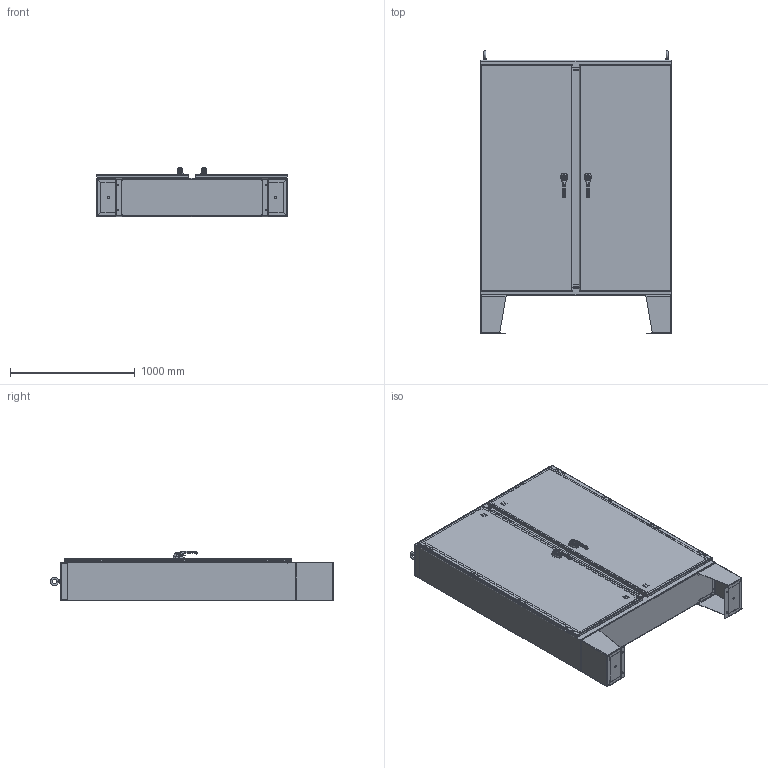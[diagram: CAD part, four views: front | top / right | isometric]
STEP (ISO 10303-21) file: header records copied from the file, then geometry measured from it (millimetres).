
FILE_DESCRIPTION (( 'STEP AP214' ), '1' );
FILE_NAME ('WRD746012N4D3PT_REV1.STEP', '2023-07-25T16:05:55', ( '' ), ( '' ), 'SwSTEP 2.0', 'SolidWorks 2021', '' );
FILE_SCHEMA (( 'AUTOMOTIVE_DESIGN' ));
Length unit declared in the file: inch
Products named in the file (1): WRD746012N4D3PT_REV1
Bounding box: 1527.38 x 2266.62 x 396.19 mm (x, y, z)
Volume: 29303193.8 mm3; surface area: 20812336.7 mm2
Topology: 103 solids, 103 shells, 4949 faces, 12445 edges, 7716 vertices
Faces by surface type: plane 1916, cylinder 1719, bspline 824, cone 228, torus 194, sphere 68
Full cylindrical faces by diameter (mm): 2.5 x2, 3.1 x4, 3.5 x2, 3.969 x8, 4 x2, 4.2 x2, 4.5 x3, 5 x2, 5.08 x24, 6 x2, 6.172 x4, 6.35 x48, 6.41 x4, 6.756 x24, 7.023 x32, 7.137 x6, 7.48 x16, 7.62 x2, 8 x2, 8.2 x2, 8.382 x16, 9.3 x2, 10.16 x8, 10.5 x2, 12 x4, 12.7 x4, 13 x2, 13.2 x2, 14.287 x2, 14.288 x16
Entity records: 225248 total; most frequent: CARTESIAN_POINT 117192, ORIENTED_EDGE 23076, DIRECTION 19600, EDGE_CURVE 11538, VERTEX_POINT 7474, AXIS2_PLACEMENT_3D 7152, EDGE_LOOP 5996, FACE_OUTER_BOUND 5354
